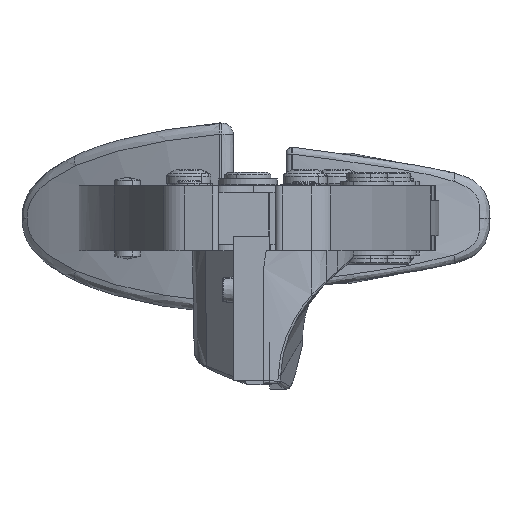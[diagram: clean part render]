
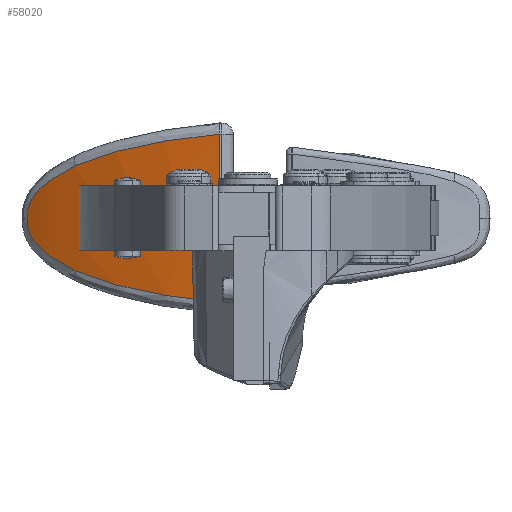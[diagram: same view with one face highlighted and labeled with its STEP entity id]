
A CAD part, left-side view. The second image highlights one B-rep face of the part: STEP entity #58020.
In plain terms, the highlighted cylindrical face has radius 95 mm (diameter 190 mm), a partial arc.
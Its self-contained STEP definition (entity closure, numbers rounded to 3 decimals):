
#58002=AXIS2_PLACEMENT_3D('Cylinder Axis2P3D',#57999,#58000,#58001) ;
#58006=AXIS2_PLACEMENT_3D('Circle Axis2P3D',#58004,#58005,$) ;
#1302=CARTESIAN_POINT('Vertex',(69.137,46.915,44.14)) ;
#1305=CARTESIAN_POINT('Line Origine',(69.137,46.915,39.67)) ;
#1309=CARTESIAN_POINT('Vertex',(69.137,46.915,35.2)) ;
#1336=CARTESIAN_POINT('Vertex',(77.29,70.017,24.)) ;
#1385=CARTESIAN_POINT('Vertex',(77.29,70.017,35.2)) ;
#1388=CARTESIAN_POINT('Line Origine',(77.29,70.017,34.2)) ;
#5880=CARTESIAN_POINT('Control Point',(77.29,70.017,24.)) ;
#5881=CARTESIAN_POINT('Control Point',(75.071,65.634,24.)) ;
#5882=CARTESIAN_POINT('Control Point',(73.136,61.106,24.)) ;
#5883=CARTESIAN_POINT('Control Point',(71.496,56.46,24.)) ;
#5884=CARTESIAN_POINT('Control Point',(70.161,51.721,24.)) ;
#5885=CARTESIAN_POINT('Control Point',(69.137,46.915,24.)) ;
#5886=CARTESIAN_POINT('Vertex',(69.137,46.915,24.)) ;
#12369=CARTESIAN_POINT('Vertex',(78.205,71.779,38.716)) ;
#12373=CARTESIAN_POINT('Control Point',(69.137,46.915,44.14)) ;
#12374=CARTESIAN_POINT('Control Point',(69.554,48.87,43.963)) ;
#12375=CARTESIAN_POINT('Control Point',(70.018,50.798,43.759)) ;
#12376=CARTESIAN_POINT('Control Point',(70.528,52.693,43.524)) ;
#12377=CARTESIAN_POINT('Control Point',(71.374,55.547,43.115)) ;
#12378=CARTESIAN_POINT('Control Point',(72.308,58.304,42.627)) ;
#12379=CARTESIAN_POINT('Control Point',(72.644,59.253,42.447)) ;
#12380=CARTESIAN_POINT('Control Point',(73.522,61.637,41.962)) ;
#12381=CARTESIAN_POINT('Control Point',(74.453,63.926,41.411)) ;
#12382=CARTESIAN_POINT('Control Point',(75.035,65.278,41.05)) ;
#12383=CARTESIAN_POINT('Control Point',(76.037,67.489,40.396)) ;
#12384=CARTESIAN_POINT('Control Point',(77.036,69.526,39.671)) ;
#12385=CARTESIAN_POINT('Control Point',(77.44,70.326,39.362)) ;
#12386=CARTESIAN_POINT('Control Point',(77.836,71.086,39.042)) ;
#12387=CARTESIAN_POINT('Control Point',(78.205,71.779,38.716)) ;
#17916=CARTESIAN_POINT('Vertex',(69.137,46.915,15.06)) ;
#19834=CARTESIAN_POINT('Vertex',(78.205,71.779,20.484)) ;
#19838=CARTESIAN_POINT('Control Point',(78.205,71.779,20.484)) ;
#19839=CARTESIAN_POINT('Control Point',(78.886,73.058,21.086)) ;
#19840=CARTESIAN_POINT('Control Point',(79.555,74.256,21.714)) ;
#19841=CARTESIAN_POINT('Control Point',(80.201,75.361,22.371)) ;
#19842=CARTESIAN_POINT('Control Point',(80.997,76.678,23.287)) ;
#19843=CARTESIAN_POINT('Control Point',(81.668,77.749,24.253)) ;
#19844=CARTESIAN_POINT('Control Point',(81.828,78.001,24.497)) ;
#19845=CARTESIAN_POINT('Control Point',(82.471,79.009,25.558)) ;
#19846=CARTESIAN_POINT('Control Point',(82.931,79.703,26.676)) ;
#19847=CARTESIAN_POINT('Control Point',(83.16,80.042,27.552)) ;
#19848=CARTESIAN_POINT('Control Point',(83.283,80.224,28.525)) ;
#19849=CARTESIAN_POINT('Control Point',(83.28,80.221,29.6)) ;
#19850=CARTESIAN_POINT('Vertex',(83.28,80.221,29.6)) ;
#38888=CARTESIAN_POINT('Control Point',(69.137,46.915,15.06)) ;
#38889=CARTESIAN_POINT('Control Point',(69.554,48.87,15.237)) ;
#38890=CARTESIAN_POINT('Control Point',(70.018,50.798,15.441)) ;
#38891=CARTESIAN_POINT('Control Point',(70.528,52.693,15.676)) ;
#38892=CARTESIAN_POINT('Control Point',(71.374,55.547,16.085)) ;
#38893=CARTESIAN_POINT('Control Point',(72.308,58.304,16.573)) ;
#38894=CARTESIAN_POINT('Control Point',(72.644,59.253,16.753)) ;
#38895=CARTESIAN_POINT('Control Point',(73.522,61.637,17.238)) ;
#38896=CARTESIAN_POINT('Control Point',(74.453,63.926,17.789)) ;
#38897=CARTESIAN_POINT('Control Point',(75.035,65.278,18.15)) ;
#38898=CARTESIAN_POINT('Control Point',(76.037,67.489,18.804)) ;
#38899=CARTESIAN_POINT('Control Point',(77.036,69.526,19.529)) ;
#38900=CARTESIAN_POINT('Control Point',(77.44,70.326,19.838)) ;
#38901=CARTESIAN_POINT('Control Point',(77.836,71.086,20.158)) ;
#38902=CARTESIAN_POINT('Control Point',(78.205,71.779,20.484)) ;
#41060=CARTESIAN_POINT('Control Point',(78.205,71.779,38.716)) ;
#41061=CARTESIAN_POINT('Control Point',(78.807,72.909,38.184)) ;
#41062=CARTESIAN_POINT('Control Point',(79.4,73.976,37.632)) ;
#41063=CARTESIAN_POINT('Control Point',(79.974,74.972,37.057)) ;
#41064=CARTESIAN_POINT('Control Point',(80.799,76.354,36.148)) ;
#41065=CARTESIAN_POINT('Control Point',(81.51,77.499,35.186)) ;
#41066=CARTESIAN_POINT('Control Point',(81.739,77.862,34.85)) ;
#41067=CARTESIAN_POINT('Control Point',(82.446,78.972,33.706)) ;
#41068=CARTESIAN_POINT('Control Point',(82.939,79.714,32.496)) ;
#41069=CARTESIAN_POINT('Control Point',(83.162,80.046,31.625)) ;
#41070=CARTESIAN_POINT('Control Point',(83.283,80.224,30.664)) ;
#41071=CARTESIAN_POINT('Control Point',(83.28,80.221,29.6)) ;
#48232=CARTESIAN_POINT('Line Origine',(69.137,46.915,19.53)) ;
#57999=CARTESIAN_POINT('Axis2P3D Location',(162.051,27.115,29.6)) ;
#58004=CARTESIAN_POINT('Axis2P3D Location',(162.051,27.115,35.2)) ;
#1306=DIRECTION('Vector Direction',(0.,0.,1.)) ;
#1389=DIRECTION('Vector Direction',(0.,0.,-1.)) ;
#48233=DIRECTION('Vector Direction',(0.,0.,1.)) ;
#58000=DIRECTION('Axis2P3D Direction',(0.,0.,1.)) ;
#58001=DIRECTION('Axis2P3D XDirection',(-0.769,0.64,0.)) ;
#58005=DIRECTION('Axis2P3D Direction',(0.,0.,1.)) ;
#1307=VECTOR('Line Direction',#1306,1.) ;
#1390=VECTOR('Line Direction',#1389,1.) ;
#48234=VECTOR('Line Direction',#48233,1.) ;
#58010=ORIENTED_EDGE('',*,*,#1311,.T.) ;
#58011=ORIENTED_EDGE('',*,*,#12388,.F.) ;
#58012=ORIENTED_EDGE('',*,*,#41072,.F.) ;
#58013=ORIENTED_EDGE('',*,*,#19852,.F.) ;
#58014=ORIENTED_EDGE('',*,*,#38903,.F.) ;
#58015=ORIENTED_EDGE('',*,*,#48236,.T.) ;
#58016=ORIENTED_EDGE('',*,*,#5888,.T.) ;
#58017=ORIENTED_EDGE('',*,*,#1392,.F.) ;
#58018=ORIENTED_EDGE('',*,*,#58008,.F.) ;
#58020=ADVANCED_FACE('Hauptk\X2\00F6\X0\rper',(#58019),#58003,.T.) ;
#5879=B_SPLINE_CURVE_WITH_KNOTS('',5,(#5880,#5881,#5882,#5883,#5884,#5885),.UNSPECIFIED.,.F.,.U.,(6,6),(0.,34.742),.UNSPECIFIED.) ;
#12372=B_SPLINE_CURVE_WITH_KNOTS('',5,(#12373,#12374,#12375,#12376,#12377,#12378,#12379,#12380,#12381,#12382,#12383,#12384,#12385,#12386,#12387),.UNSPECIFIED.,.F.,.U.,(6,3,3,3,6),(93.928,103.23,108.205,115.926,121.296),.UNSPECIFIED.) ;
#19837=B_SPLINE_CURVE_WITH_KNOTS('',5,(#19838,#19839,#19840,#19841,#19842,#19843,#19844,#19845,#19846,#19847,#19848,#19849),.UNSPECIFIED.,.F.,.U.,(6,3,3,6),(105.64,112.154,114.317,121.463),.UNSPECIFIED.) ;
#38887=B_SPLINE_CURVE_WITH_KNOTS('',5,(#38888,#38889,#38890,#38891,#38892,#38893,#38894,#38895,#38896,#38897,#38898,#38899,#38900,#38901,#38902),.UNSPECIFIED.,.F.,.U.,(6,3,3,3,6),(93.928,103.23,108.205,115.926,121.296),.UNSPECIFIED.) ;
#41059=B_SPLINE_CURVE_WITH_KNOTS('',5,(#41060,#41061,#41062,#41063,#41064,#41065,#41066,#41067,#41068,#41069,#41070,#41071),.UNSPECIFIED.,.F.,.U.,(6,3,3,6),(105.635,111.388,114.386,121.454),.UNSPECIFIED.) ;
#58007=CIRCLE('generated circle',#58006,95.) ;
#58003=CYLINDRICAL_SURFACE('generated cylinder',#58002,95.) ;
#1311=EDGE_CURVE('',#1310,#1303,#1308,.T.) ;
#1392=EDGE_CURVE('',#1386,#1337,#1391,.T.) ;
#5888=EDGE_CURVE('',#5887,#1337,#5879,.F.) ;
#12388=EDGE_CURVE('',#12370,#1303,#12372,.F.) ;
#19852=EDGE_CURVE('',#19835,#19851,#19837,.T.) ;
#38903=EDGE_CURVE('',#17917,#19835,#38887,.T.) ;
#41072=EDGE_CURVE('',#19851,#12370,#41059,.F.) ;
#48236=EDGE_CURVE('',#17917,#5887,#48235,.T.) ;
#58008=EDGE_CURVE('',#1310,#1386,#58007,.F.) ;
#58009=EDGE_LOOP('',(#58010,#58011,#58012,#58013,#58014,#58015,#58016,#58017,#58018)) ;
#58019=FACE_OUTER_BOUND('',#58009,.T.) ;
#1308=LINE('Line',#1305,#1307) ;
#1391=LINE('Line',#1388,#1390) ;
#48235=LINE('Line',#48232,#48234) ;
#1303=VERTEX_POINT('',#1302) ;
#1310=VERTEX_POINT('',#1309) ;
#1337=VERTEX_POINT('',#1336) ;
#1386=VERTEX_POINT('',#1385) ;
#5887=VERTEX_POINT('',#5886) ;
#12370=VERTEX_POINT('',#12369) ;
#17917=VERTEX_POINT('',#17916) ;
#19835=VERTEX_POINT('',#19834) ;
#19851=VERTEX_POINT('',#19850) ;
